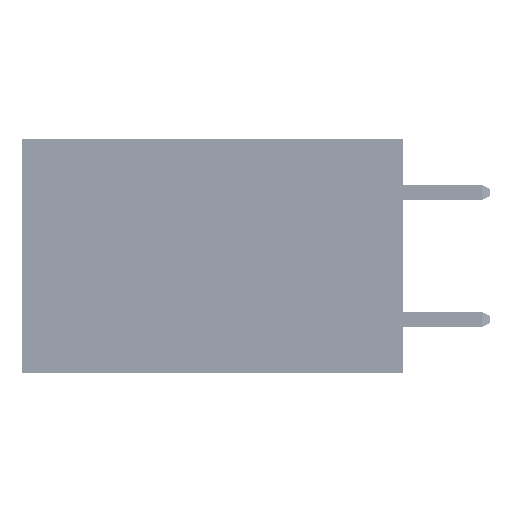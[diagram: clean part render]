
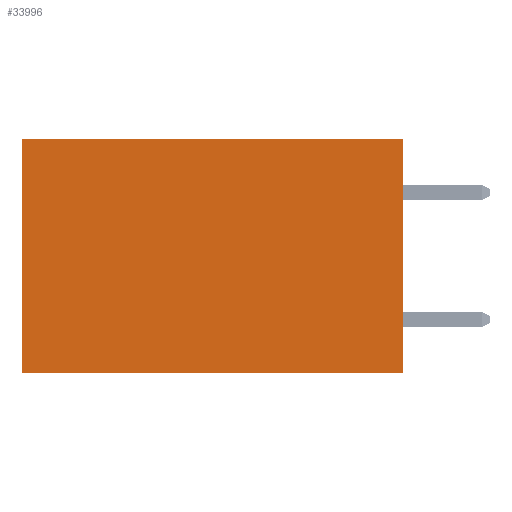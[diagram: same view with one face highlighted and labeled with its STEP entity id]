
A CAD part, left-side view. The second image highlights one B-rep face of the part: STEP entity #33996.
In plain terms, the highlighted planar face has unit normal (-1, 0, 0).
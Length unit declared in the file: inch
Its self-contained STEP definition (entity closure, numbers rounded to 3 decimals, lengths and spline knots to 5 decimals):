
#1470 = CARTESIAN_POINT ( 'NONE',  ( 0.2875, 0., -0.37 ) ) ;
#2682 = EDGE_CURVE ( 'NONE', #42859, #10798, #43616, .T. ) ;
#6060 = CARTESIAN_POINT ( 'NONE',  ( 0.2875, 0., 0. ) ) ;
#8303 = DIRECTION ( 'NONE',  ( 0., 0., -1. ) ) ;
#8978 = DIRECTION ( 'NONE',  ( 0., 1., 0. ) ) ;
#9877 = DIRECTION ( 'NONE',  ( 0., 1., 0. ) ) ;
#10798 = VERTEX_POINT ( 'NONE', #34986 ) ;
#16334 = LINE ( 'NONE', #46825, #20506 ) ;
#17599 = EDGE_CURVE ( 'NONE', #42144, #28393, #16334, .T. ) ;
#19674 = DIRECTION ( 'NONE',  ( 1., 0., 0. ) ) ;
#20506 = VECTOR ( 'NONE', #8978, 39.37008 ) ;
#22773 = VECTOR ( 'NONE', #8303, 39.37008 ) ;
#23551 = CARTESIAN_POINT ( 'NONE',  ( 0.2875, 0., 0. ) ) ;
#24446 = ORIENTED_EDGE ( 'NONE', *, *, #39132, .T. ) ;
#26005 = CARTESIAN_POINT ( 'NONE',  ( 0.2875, 0., 0. ) ) ;
#28393 = VERTEX_POINT ( 'NONE', #33683 ) ;
#28589 = ORIENTED_EDGE ( 'NONE', *, *, #17599, .F. ) ;
#30936 = PLANE ( 'NONE',  #47509 ) ;
#31962 = ORIENTED_EDGE ( 'NONE', *, *, #33175, .F. ) ;
#32989 = LINE ( 'NONE', #46173, #22773 ) ;
#33175 = EDGE_CURVE ( 'NONE', #42859, #42144, #49222, .T. ) ;
#33230 = EDGE_LOOP ( 'NONE', ( #24446, #28589, #31962, #43997 ) ) ;
#33683 = CARTESIAN_POINT ( 'NONE',  ( 0.2875, 0.6, -0.37 ) ) ;
#33996 = ADVANCED_FACE ( 'NONE', ( #43770 ), #30936, .F. ) ;
#34986 = CARTESIAN_POINT ( 'NONE',  ( 0.2875, 0.6, 0. ) ) ;
#39072 = VECTOR ( 'NONE', #45373, 39.37008 ) ;
#39132 = EDGE_CURVE ( 'NONE', #10798, #28393, #32989, .T. ) ;
#40857 = CARTESIAN_POINT ( 'NONE',  ( 0.2875, 0., 0. ) ) ;
#41952 = DIRECTION ( 'NONE',  ( 0., 0., -1. ) ) ;
#42144 = VERTEX_POINT ( 'NONE', #1470 ) ;
#42859 = VERTEX_POINT ( 'NONE', #6060 ) ;
#43616 = LINE ( 'NONE', #40857, #44264 ) ;
#43770 = FACE_OUTER_BOUND ( 'NONE', #33230, .T. ) ;
#43997 = ORIENTED_EDGE ( 'NONE', *, *, #2682, .T. ) ;
#44264 = VECTOR ( 'NONE', #9877, 39.37008 ) ;
#45373 = DIRECTION ( 'NONE',  ( 0., 0., -1. ) ) ;
#46173 = CARTESIAN_POINT ( 'NONE',  ( 0.2875, 0.6, 0. ) ) ;
#46825 = CARTESIAN_POINT ( 'NONE',  ( 0.2875, 0., -0.37 ) ) ;
#47509 = AXIS2_PLACEMENT_3D ( 'NONE', #23551, #19674, #41952 ) ;
#49222 = LINE ( 'NONE', #26005, #39072 ) ;
